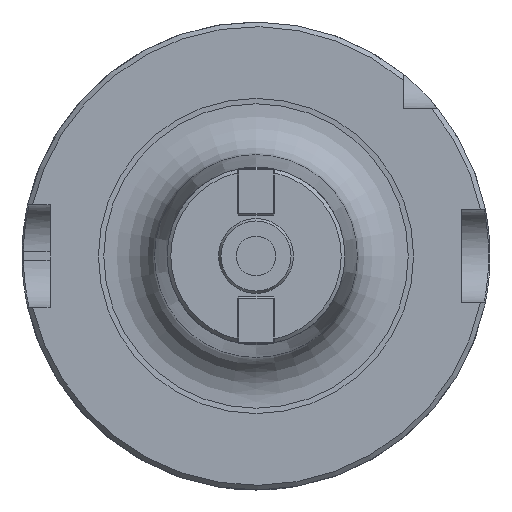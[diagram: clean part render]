
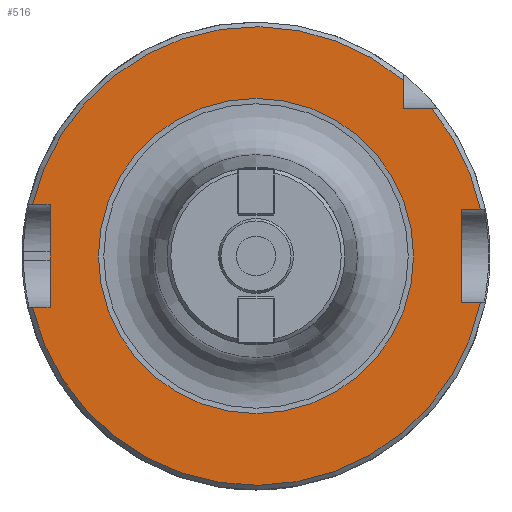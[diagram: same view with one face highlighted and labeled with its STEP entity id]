
A CAD part, left-side view. The second image highlights one B-rep face of the part: STEP entity #516.
In plain terms, the highlighted planar face has unit normal (-1, 0, 0).
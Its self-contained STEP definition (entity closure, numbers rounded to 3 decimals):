
#100=LINE('',#3382,#245);
#101=LINE('',#3384,#246);
#102=LINE('',#3386,#247);
#103=LINE('',#3390,#248);
#104=LINE('',#3392,#249);
#105=LINE('',#3394,#250);
#106=LINE('',#3395,#251);
#107=LINE('',#3397,#252);
#245=VECTOR('',#2486,1.);
#246=VECTOR('',#2487,1.);
#247=VECTOR('',#2488,1.);
#248=VECTOR('',#2491,1.);
#249=VECTOR('',#2492,1.);
#250=VECTOR('',#2493,1.);
#251=VECTOR('',#2494,1.);
#252=VECTOR('',#2495,1.);
#379=FACE_BOUND('',#776,.T.);
#380=FACE_BOUND('',#777,.T.);
#425=PLANE('',#2212);
#516=ADVANCED_FACE('',(#379,#380),#425,.F.);
#776=EDGE_LOOP('',(#1083,#1084,#1085,#1086,#1087,#1088,#1089,#1090,#1091,
#1092,#1093));
#777=EDGE_LOOP('',(#1094));
#1083=ORIENTED_EDGE('',*,*,#1864,.F.);
#1084=ORIENTED_EDGE('',*,*,#1865,.F.);
#1085=ORIENTED_EDGE('',*,*,#1866,.F.);
#1086=ORIENTED_EDGE('',*,*,#1867,.T.);
#1087=ORIENTED_EDGE('',*,*,#1868,.F.);
#1088=ORIENTED_EDGE('',*,*,#1869,.F.);
#1089=ORIENTED_EDGE('',*,*,#1870,.F.);
#1090=ORIENTED_EDGE('',*,*,#1794,.T.);
#1091=ORIENTED_EDGE('',*,*,#1871,.F.);
#1092=ORIENTED_EDGE('',*,*,#1872,.F.);
#1093=ORIENTED_EDGE('',*,*,#1798,.T.);
#1094=ORIENTED_EDGE('',*,*,#1873,.T.);
#1594=VERTEX_POINT('',#2971);
#1597=VERTEX_POINT('',#2983);
#1601=VERTEX_POINT('',#2998);
#1602=VERTEX_POINT('',#3000);
#1651=VERTEX_POINT('',#3383);
#1652=VERTEX_POINT('',#3385);
#1653=VERTEX_POINT('',#3387);
#1654=VERTEX_POINT('',#3389);
#1655=VERTEX_POINT('',#3391);
#1656=VERTEX_POINT('',#3393);
#1657=VERTEX_POINT('',#3396);
#1658=VERTEX_POINT('',#3399);
#1794=EDGE_CURVE('',#1594,#1597,#2085,.T.);
#1798=EDGE_CURVE('',#1602,#1601,#2087,.T.);
#1864=EDGE_CURVE('',#1651,#1601,#100,.T.);
#1865=EDGE_CURVE('',#1652,#1651,#101,.T.);
#1866=EDGE_CURVE('',#1653,#1652,#102,.T.);
#1867=EDGE_CURVE('',#1653,#1654,#2107,.T.);
#1868=EDGE_CURVE('',#1655,#1654,#103,.T.);
#1869=EDGE_CURVE('',#1656,#1655,#104,.T.);
#1870=EDGE_CURVE('',#1594,#1656,#105,.T.);
#1871=EDGE_CURVE('',#1657,#1597,#106,.T.);
#1872=EDGE_CURVE('',#1602,#1657,#107,.T.);
#1873=EDGE_CURVE('',#1658,#1658,#2108,.T.);
#2085=CIRCLE('',#2170,49.);
#2087=CIRCLE('',#2173,49.);
#2107=CIRCLE('',#2210,49.);
#2108=CIRCLE('',#2211,33.665);
#2170=AXIS2_PLACEMENT_3D('',#2984,#2390,#2391);
#2173=AXIS2_PLACEMENT_3D('',#2999,#2396,#2397);
#2210=AXIS2_PLACEMENT_3D('',#3388,#2489,#2490);
#2211=AXIS2_PLACEMENT_3D('',#3398,#2496,#2497);
#2212=AXIS2_PLACEMENT_3D('',#3400,#2498,#2499);
#2390=DIRECTION('',(-1.,0.,0.));
#2391=DIRECTION('',(0.,0.,-1.));
#2396=DIRECTION('',(-1.,0.,0.));
#2397=DIRECTION('',(0.,0.,-1.));
#2486=DIRECTION('',(0.,1.,0.));
#2487=DIRECTION('',(0.,0.,1.));
#2488=DIRECTION('',(0.,-1.,0.));
#2489=DIRECTION('',(-1.,0.,0.));
#2490=DIRECTION('',(0.,0.,-1.));
#2491=DIRECTION('',(0.,-1.,0.));
#2492=DIRECTION('',(0.,0.,-1.));
#2493=DIRECTION('',(0.,1.,0.));
#2494=DIRECTION('',(0.,-1.,0.));
#2495=DIRECTION('',(0.,0.,-1.));
#2496=DIRECTION('',(1.,0.,0.));
#2497=DIRECTION('',(0.,0.,-1.));
#2498=DIRECTION('',(1.,0.,0.));
#2499=DIRECTION('',(0.,0.,-1.));
#2971=CARTESIAN_POINT('',(148.,-47.969,10.));
#2983=CARTESIAN_POINT('',(148.,-37.533,31.5));
#2984=CARTESIAN_POINT('',(148.,0.,0.));
#2998=CARTESIAN_POINT('',(148.,47.749,11.));
#2999=CARTESIAN_POINT('',(148.,0.,0.));
#3000=CARTESIAN_POINT('',(148.,-31.5,37.533));
#3382=CARTESIAN_POINT('',(148.,60.5,11.));
#3383=CARTESIAN_POINT('',(148.,44.,11.));
#3384=CARTESIAN_POINT('',(148.,44.,-1.));
#3385=CARTESIAN_POINT('',(148.,44.,-11.));
#3386=CARTESIAN_POINT('',(148.,60.5,-11.));
#3387=CARTESIAN_POINT('',(148.,47.749,-11.));
#3388=CARTESIAN_POINT('',(148.,0.,0.));
#3389=CARTESIAN_POINT('',(148.,-47.969,-10.));
#3390=CARTESIAN_POINT('',(148.,-60.5,-10.));
#3391=CARTESIAN_POINT('',(148.,-44.,-10.));
#3392=CARTESIAN_POINT('',(148.,-44.,0.));
#3393=CARTESIAN_POINT('',(148.,-44.,10.));
#3394=CARTESIAN_POINT('',(148.,-60.5,10.));
#3395=CARTESIAN_POINT('',(148.,-60.5,31.5));
#3396=CARTESIAN_POINT('',(148.,-31.5,31.5));
#3397=CARTESIAN_POINT('',(148.,-31.5,41.5));
#3398=CARTESIAN_POINT('',(148.,0.,0.));
#3399=CARTESIAN_POINT('',(148.,0.,-33.665));
#3400=CARTESIAN_POINT('',(148.,0.,45.85));
